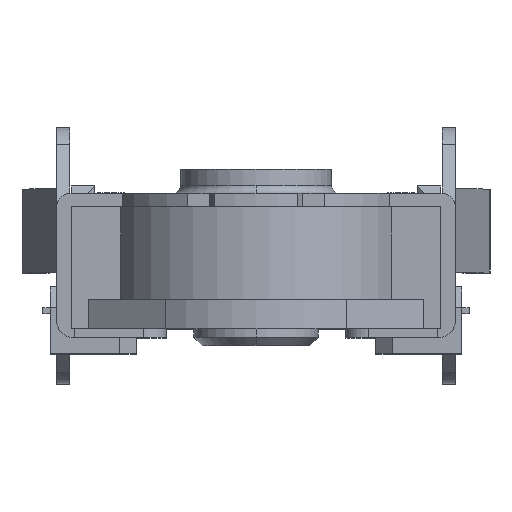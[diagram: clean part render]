
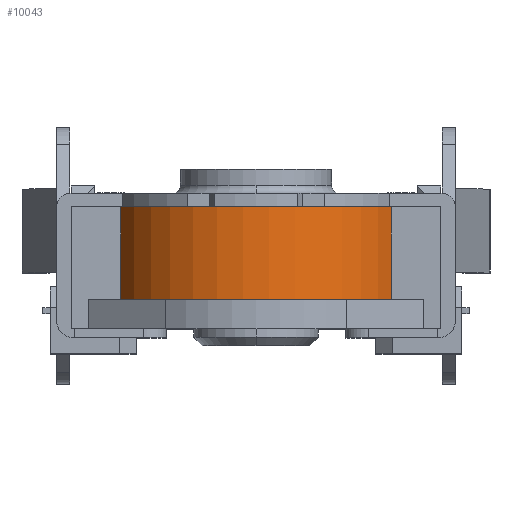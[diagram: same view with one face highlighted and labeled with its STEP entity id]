
A CAD part, top view. The second image highlights one B-rep face of the part: STEP entity #10043.
In plain terms, the highlighted cylindrical face has radius 3.55 mm (diameter 7.1 mm), a partial arc.
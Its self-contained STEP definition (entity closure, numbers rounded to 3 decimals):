
#156 = DIRECTION ( 'NONE',  ( 0., 0., -1. ) ) ;
#364 = VERTEX_POINT ( 'NONE', #9032 ) ;
#900 = VERTEX_POINT ( 'NONE', #1663 ) ;
#1663 = CARTESIAN_POINT ( 'NONE',  ( 3.218, 1.5, 0.7 ) ) ;
#1744 = CARTESIAN_POINT ( 'NONE',  ( -3.218, 1.5, 0.7 ) ) ;
#1855 = CARTESIAN_POINT ( 'NONE',  ( -3.218, 1.5, 12.941 ) ) ;
#2443 = VERTEX_POINT ( 'NONE', #1744 ) ;
#3026 = LINE ( 'NONE', #4484, #5842 ) ;
#3466 = CIRCLE ( 'NONE', #5306, 3.55 ) ;
#4399 = ORIENTED_EDGE ( 'NONE', *, *, #5117, .T. ) ;
#4484 = CARTESIAN_POINT ( 'NONE',  ( 3.218, 1.5, 12.941 ) ) ;
#5117 = EDGE_CURVE ( 'NONE', #900, #2443, #3466, .T. ) ;
#5306 = AXIS2_PLACEMENT_3D ( 'NONE', #6411, #14885, #7614 ) ;
#5842 = VECTOR ( 'NONE', #12925, 1000. ) ;
#6346 = DIRECTION ( 'NONE',  ( 0., 0., -1. ) ) ;
#6400 = DIRECTION ( 'NONE',  ( -1., 0., 0. ) ) ;
#6411 = CARTESIAN_POINT ( 'NONE',  ( 0., 0., 0.7 ) ) ;
#6625 = EDGE_CURVE ( 'NONE', #7418, #364, #15074, .T. ) ;
#7390 = CARTESIAN_POINT ( 'NONE',  ( 0., 0., 2.9 ) ) ;
#7418 = VERTEX_POINT ( 'NONE', #15504 ) ;
#7614 = DIRECTION ( 'NONE',  ( 0., 1., 0. ) ) ;
#7911 = FACE_OUTER_BOUND ( 'NONE', #9720, .T. ) ;
#8585 = DIRECTION ( 'NONE',  ( -1., 0., 0. ) ) ;
#9032 = CARTESIAN_POINT ( 'NONE',  ( 3.218, 1.5, 2.9 ) ) ;
#9099 = DIRECTION ( 'NONE',  ( 0., 0., 1. ) ) ;
#9449 = ORIENTED_EDGE ( 'NONE', *, *, #13283, .T. ) ;
#9586 = ORIENTED_EDGE ( 'NONE', *, *, #6625, .T. ) ;
#9720 = EDGE_LOOP ( 'NONE', ( #9586, #9449, #4399, #13713 ) ) ;
#10043 = ADVANCED_FACE ( 'NONE', ( #7911 ), #15656, .T. ) ;
#10178 = EDGE_CURVE ( 'NONE', #2443, #7418, #11106, .T. ) ;
#10794 = AXIS2_PLACEMENT_3D ( 'NONE', #13638, #6346, #6400 ) ;
#11106 = LINE ( 'NONE', #1855, #14325 ) ;
#11672 = AXIS2_PLACEMENT_3D ( 'NONE', #7390, #156, #8585 ) ;
#12925 = DIRECTION ( 'NONE',  ( 0., 0., -1. ) ) ;
#13283 = EDGE_CURVE ( 'NONE', #364, #900, #3026, .T. ) ;
#13638 = CARTESIAN_POINT ( 'NONE',  ( 0., 0., 12.941 ) ) ;
#13713 = ORIENTED_EDGE ( 'NONE', *, *, #10178, .T. ) ;
#14325 = VECTOR ( 'NONE', #9099, 1000. ) ;
#14885 = DIRECTION ( 'NONE',  ( 0., 0., 1. ) ) ;
#15074 = CIRCLE ( 'NONE', #11672, 3.55 ) ;
#15504 = CARTESIAN_POINT ( 'NONE',  ( -3.218, 1.5, 2.9 ) ) ;
#15656 = CYLINDRICAL_SURFACE ( 'NONE', #10794, 3.55 ) ;
